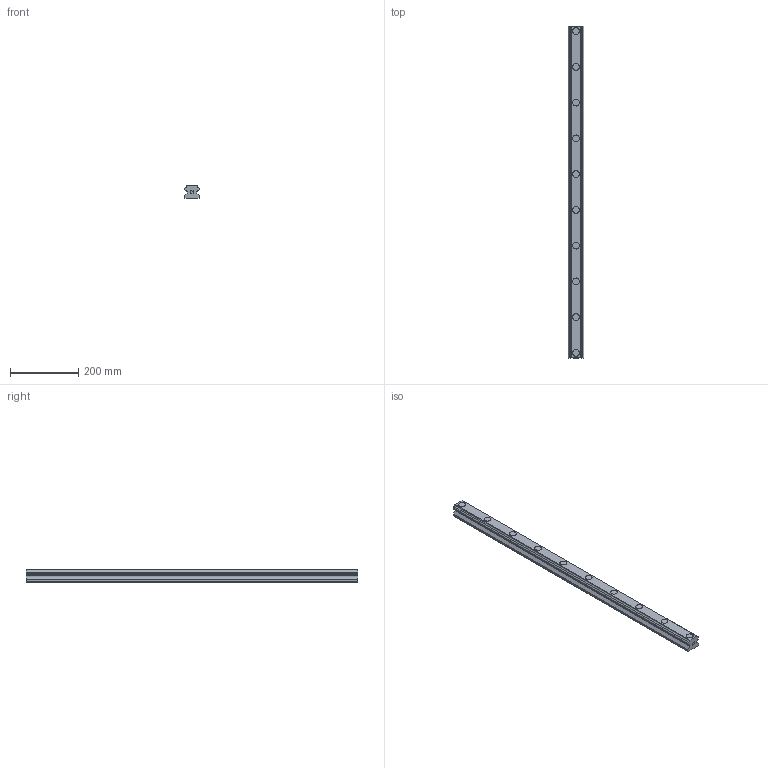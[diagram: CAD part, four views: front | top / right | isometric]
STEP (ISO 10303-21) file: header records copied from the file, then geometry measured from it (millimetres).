
FILE_DESCRIPTION(('STEP AP214'),'1');
FILE_NAME('cctmp_24C13167-C336-40CA-B375-BE763B096695_2020_10_23_9_58_16_886..stp','2020-10-23T07:58:16',('HIWIN GmbH'),('CADClick - www.CADClick.com'),'Spatial InterOp 3D',' ','unknown authorization');
FILE_SCHEMA(('AUTOMOTIVE_DESIGN'));
Length unit declared in the file: millimetre
Products named in the file (1): HGR45R975H_FILE
Bounding box: 45 x 975 x 38 mm (x, y, z)
Volume: 1305821.2 mm3; surface area: 192584.1 mm2
Topology: 1 solids, 1 shells, 187 faces, 453 edges, 302 vertices
Faces by surface type: plane 123, cylinder 64
Entity records: 6995 total; most frequent: DIRECTION 957, CARTESIAN_POINT 943, ORIENTED_EDGE 906, EDGE_CURVE 453, LINE 325, VECTOR 325, AXIS2_PLACEMENT_3D 316, VERTEX_POINT 302
